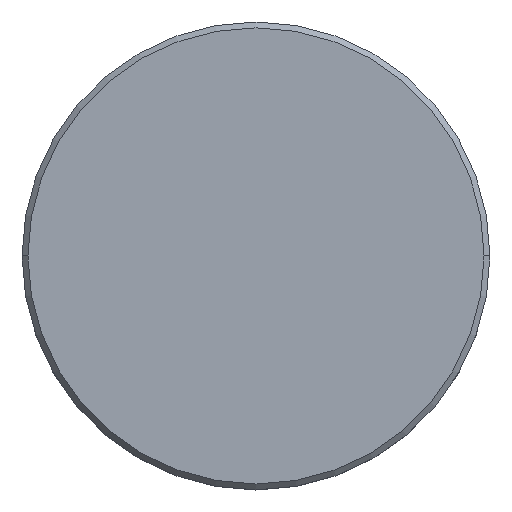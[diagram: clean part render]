
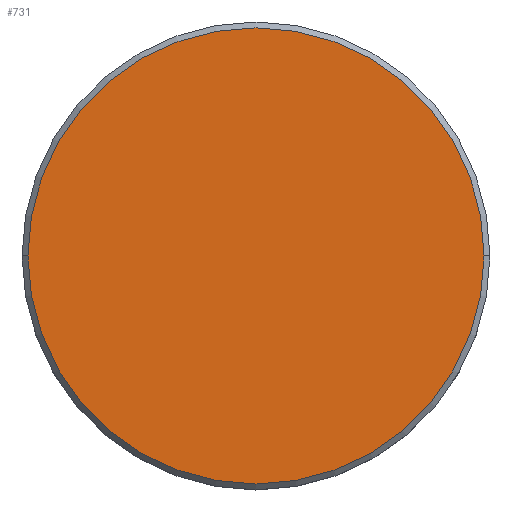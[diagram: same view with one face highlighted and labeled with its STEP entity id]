
A CAD part, top view. The second image highlights one B-rep face of the part: STEP entity #731.
In plain terms, the highlighted planar face has unit normal (0, 0, 1).
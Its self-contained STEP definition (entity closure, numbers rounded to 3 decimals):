
#99 = FACE_OUTER_BOUND ( 'NONE', #833, .T. ) ;
#141 = ORIENTED_EDGE ( 'NONE', *, *, #960, .T. ) ;
#193 = DIRECTION ( 'NONE',  ( 1., 0., 0. ) ) ;
#244 = VERTEX_POINT ( 'NONE', #268 ) ;
#268 = CARTESIAN_POINT ( 'NONE',  ( -19.5, 0., 0. ) ) ;
#289 = AXIS2_PLACEMENT_3D ( 'NONE', #469, #553, #916 ) ;
#378 = DIRECTION ( 'NONE',  ( 0., 0., 1. ) ) ;
#458 = CIRCLE ( 'NONE', #759, 19.5 ) ;
#469 = CARTESIAN_POINT ( 'NONE',  ( 0., 0., 0. ) ) ;
#553 = DIRECTION ( 'NONE',  ( 0., 0., 1. ) ) ;
#560 = DIRECTION ( 'NONE',  ( 1., 0., 0. ) ) ;
#642 = CARTESIAN_POINT ( 'NONE',  ( 0., 0., 0. ) ) ;
#718 = EDGE_CURVE ( 'NONE', #244, #806, #1140, .T. ) ;
#731 = ADVANCED_FACE ( 'NONE', ( #99 ), #1107, .T. ) ;
#759 = AXIS2_PLACEMENT_3D ( 'NONE', #1020, #378, #193 ) ;
#805 = CARTESIAN_POINT ( 'NONE',  ( 19.5, 0., 0. ) ) ;
#806 = VERTEX_POINT ( 'NONE', #805 ) ;
#833 = EDGE_LOOP ( 'NONE', ( #1022, #141 ) ) ;
#916 = DIRECTION ( 'NONE',  ( 1., 0., 0. ) ) ;
#925 = DIRECTION ( 'NONE',  ( 0., 0., 1. ) ) ;
#960 = EDGE_CURVE ( 'NONE', #806, #244, #458, .T. ) ;
#1020 = CARTESIAN_POINT ( 'NONE',  ( 0., 0., 0. ) ) ;
#1022 = ORIENTED_EDGE ( 'NONE', *, *, #718, .T. ) ;
#1082 = AXIS2_PLACEMENT_3D ( 'NONE', #642, #925, #560 ) ;
#1107 = PLANE ( 'NONE',  #289 ) ;
#1140 = CIRCLE ( 'NONE', #1082, 19.5 ) ;
